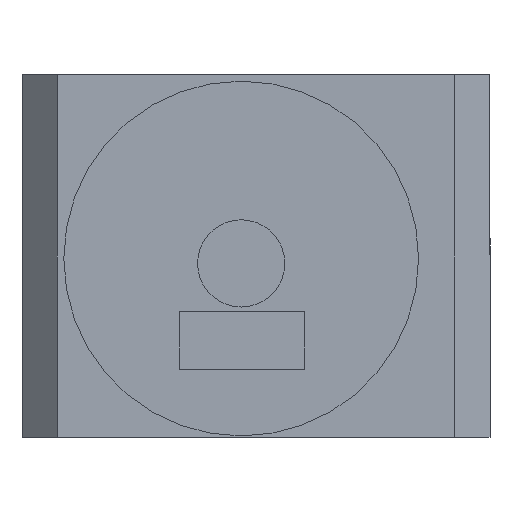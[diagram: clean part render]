
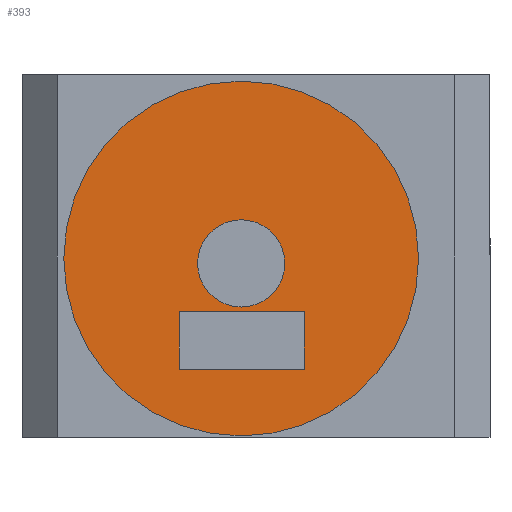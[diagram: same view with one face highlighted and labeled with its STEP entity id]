
A CAD part, front view. The second image highlights one B-rep face of the part: STEP entity #393.
In plain terms, the highlighted planar face has unit normal (0, -1, 0).
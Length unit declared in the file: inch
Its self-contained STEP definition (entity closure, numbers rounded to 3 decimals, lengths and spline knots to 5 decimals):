
#1 = VECTOR ( 'NONE', #1244, 39.37008 ) ;
#4 = VERTEX_POINT ( 'NONE', #766 ) ;
#14 = AXIS2_PLACEMENT_3D ( 'NONE', #818, #1581, #22 ) ;
#22 = DIRECTION ( 'NONE',  ( 0., 0., -1. ) ) ;
#42 = VERTEX_POINT ( 'NONE', #367 ) ;
#44 = DIRECTION ( 'NONE',  ( 0., -1., 0. ) ) ;
#59 = EDGE_CURVE ( 'NONE', #174, #1067, #1105, .T. ) ;
#92 = CARTESIAN_POINT ( 'NONE',  ( -0.1811, -60.66043, 1.28967 ) ) ;
#104 = EDGE_LOOP ( 'NONE', ( #534, #1272 ) ) ;
#113 = DIRECTION ( 'NONE',  ( 0., -1., 0. ) ) ;
#149 = AXIS2_PLACEMENT_3D ( 'NONE', #1060, #44, #1469 ) ;
#174 = VERTEX_POINT ( 'NONE', #1167 ) ;
#175 = AXIS2_PLACEMENT_3D ( 'NONE', #92, #334, #1510 ) ;
#208 = CIRCLE ( 'NONE', #175, 1.86808 ) ;
#233 = CIRCLE ( 'NONE', #149, 7.59959 ) ;
#244 = FACE_BOUND ( 'NONE', #104, .T. ) ;
#255 = ORIENTED_EDGE ( 'NONE', *, *, #1246, .F. ) ;
#273 = VECTOR ( 'NONE', #852, 39.37008 ) ;
#278 = EDGE_LOOP ( 'NONE', ( #255, #1618, #606, #466 ) ) ;
#298 = LINE ( 'NONE', #1549, #458 ) ;
#334 = DIRECTION ( 'NONE',  ( 0., -1., 0. ) ) ;
#367 = CARTESIAN_POINT ( 'NONE',  ( 2.51913, -60.66043, -0.7664 ) ) ;
#382 = DIRECTION ( 'NONE',  ( -1., 0., 0. ) ) ;
#393 = ADVANCED_FACE ( 'NONE', ( #244, #1366, #1277 ), #1194, .T. ) ;
#458 = VECTOR ( 'NONE', #382, 39.37008 ) ;
#466 = ORIENTED_EDGE ( 'NONE', *, *, #1398, .F. ) ;
#471 = CARTESIAN_POINT ( 'NONE',  ( -0.1811, -60.66043, 1.49709 ) ) ;
#475 = DIRECTION ( 'NONE',  ( 0., 0., -1. ) ) ;
#534 = ORIENTED_EDGE ( 'NONE', *, *, #59, .F. ) ;
#555 = CARTESIAN_POINT ( 'NONE',  ( -2.8399, -60.66043, -0.7664 ) ) ;
#575 = EDGE_CURVE ( 'NONE', #1067, #174, #208, .T. ) ;
#577 = VECTOR ( 'NONE', #976, 39.37008 ) ;
#606 = ORIENTED_EDGE ( 'NONE', *, *, #880, .F. ) ;
#712 = CARTESIAN_POINT ( 'NONE',  ( -2.8399, -60.66043, -0.7664 ) ) ;
#763 = DIRECTION ( 'NONE',  ( 0., -1., 0. ) ) ;
#765 = CARTESIAN_POINT ( 'NONE',  ( -0.1811, -60.66043, 1.28967 ) ) ;
#766 = CARTESIAN_POINT ( 'NONE',  ( 2.51913, -60.66043, -3.24944 ) ) ;
#803 = CARTESIAN_POINT ( 'NONE',  ( -0.1811, -60.66043, 9.09668 ) ) ;
#804 = LINE ( 'NONE', #712, #273 ) ;
#818 = CARTESIAN_POINT ( 'NONE',  ( -0.1811, -60.66043, 1.49709 ) ) ;
#849 = ORIENTED_EDGE ( 'NONE', *, *, #938, .T. ) ;
#850 = CARTESIAN_POINT ( 'NONE',  ( -0.1811, -60.66043, -0.57841 ) ) ;
#852 = DIRECTION ( 'NONE',  ( 0., 0., -1. ) ) ;
#857 = LINE ( 'NONE', #1263, #1 ) ;
#880 = EDGE_CURVE ( 'NONE', #42, #1573, #298, .T. ) ;
#938 = EDGE_CURVE ( 'NONE', #1635, #1217, #233, .T. ) ;
#976 = DIRECTION ( 'NONE',  ( 1., 0., 0. ) ) ;
#980 = CARTESIAN_POINT ( 'NONE',  ( -2.8399, -60.66043, -3.24944 ) ) ;
#1005 = EDGE_LOOP ( 'NONE', ( #849, #1123 ) ) ;
#1060 = CARTESIAN_POINT ( 'NONE',  ( -0.1811, -60.66043, 1.49709 ) ) ;
#1067 = VERTEX_POINT ( 'NONE', #850 ) ;
#1087 = CARTESIAN_POINT ( 'NONE',  ( -0.1811, -60.66043, -6.10251 ) ) ;
#1104 = CIRCLE ( 'NONE', #1413, 7.59959 ) ;
#1105 = CIRCLE ( 'NONE', #1196, 1.86808 ) ;
#1123 = ORIENTED_EDGE ( 'NONE', *, *, #1373, .T. ) ;
#1167 = CARTESIAN_POINT ( 'NONE',  ( -0.1811, -60.66043, 3.15776 ) ) ;
#1194 = PLANE ( 'NONE',  #14 ) ;
#1196 = AXIS2_PLACEMENT_3D ( 'NONE', #765, #113, #475 ) ;
#1217 = VERTEX_POINT ( 'NONE', #1087 ) ;
#1244 = DIRECTION ( 'NONE',  ( 0., 0., 1. ) ) ;
#1246 = EDGE_CURVE ( 'NONE', #1447, #4, #1608, .T. ) ;
#1263 = CARTESIAN_POINT ( 'NONE',  ( 2.51913, -60.66043, -0.7664 ) ) ;
#1272 = ORIENTED_EDGE ( 'NONE', *, *, #575, .F. ) ;
#1277 = FACE_BOUND ( 'NONE', #278, .T. ) ;
#1279 = EDGE_CURVE ( 'NONE', #1573, #1447, #804, .T. ) ;
#1366 = FACE_OUTER_BOUND ( 'NONE', #1005, .T. ) ;
#1373 = EDGE_CURVE ( 'NONE', #1217, #1635, #1104, .T. ) ;
#1398 = EDGE_CURVE ( 'NONE', #4, #42, #857, .T. ) ;
#1413 = AXIS2_PLACEMENT_3D ( 'NONE', #471, #763, #1525 ) ;
#1447 = VERTEX_POINT ( 'NONE', #1559 ) ;
#1469 = DIRECTION ( 'NONE',  ( 0., 0., -1. ) ) ;
#1510 = DIRECTION ( 'NONE',  ( 0., 0., -1. ) ) ;
#1525 = DIRECTION ( 'NONE',  ( 0., 0., -1. ) ) ;
#1549 = CARTESIAN_POINT ( 'NONE',  ( -2.8399, -60.66043, -0.7664 ) ) ;
#1559 = CARTESIAN_POINT ( 'NONE',  ( -2.8399, -60.66043, -3.24944 ) ) ;
#1573 = VERTEX_POINT ( 'NONE', #555 ) ;
#1581 = DIRECTION ( 'NONE',  ( 0., -1., 0. ) ) ;
#1608 = LINE ( 'NONE', #980, #577 ) ;
#1618 = ORIENTED_EDGE ( 'NONE', *, *, #1279, .F. ) ;
#1635 = VERTEX_POINT ( 'NONE', #803 ) ;
